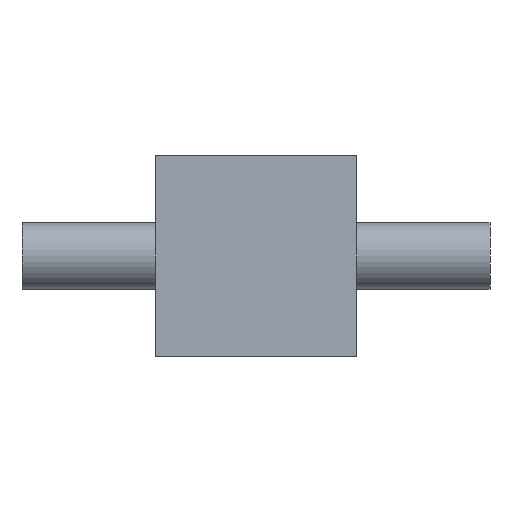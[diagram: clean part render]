
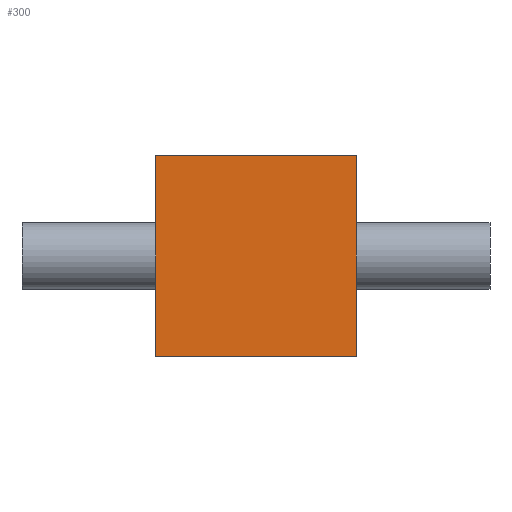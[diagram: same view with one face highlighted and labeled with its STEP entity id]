
A CAD part, left-side view. The second image highlights one B-rep face of the part: STEP entity #300.
In plain terms, the highlighted planar face has unit normal (-1, 0, 0).
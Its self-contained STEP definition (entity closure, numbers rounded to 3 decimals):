
#7 = DIRECTION ( 'NONE',  ( 0., 0., 1. ) ) ;
#23 = CARTESIAN_POINT ( 'NONE',  ( -75., 2.5, -2.5 ) ) ;
#54 = DIRECTION ( 'NONE',  ( 0., 0., -1. ) ) ;
#55 = DIRECTION ( 'NONE',  ( 1., 0., 0. ) ) ;
#57 = PLANE ( 'NONE',  #317 ) ;
#65 = CARTESIAN_POINT ( 'NONE',  ( -75., 0., 0. ) ) ;
#66 = VERTEX_POINT ( 'NONE', #98 ) ;
#68 = DIRECTION ( 'NONE',  ( 0., 1., 0. ) ) ;
#78 = CARTESIAN_POINT ( 'NONE',  ( -75., -2.5, -2.5 ) ) ;
#81 = CARTESIAN_POINT ( 'NONE',  ( -75., -2.5, 2.5 ) ) ;
#98 = CARTESIAN_POINT ( 'NONE',  ( -75., -2.5, -2.5 ) ) ;
#101 = DIRECTION ( 'NONE',  ( 0., 0., 1. ) ) ;
#114 = CARTESIAN_POINT ( 'NONE',  ( -75., -2.5, 2.5 ) ) ;
#117 = VECTOR ( 'NONE', #254, 1000. ) ;
#130 = ORIENTED_EDGE ( 'NONE', *, *, #361, .T. ) ;
#131 = ORIENTED_EDGE ( 'NONE', *, *, #240, .F. ) ;
#132 = ORIENTED_EDGE ( 'NONE', *, *, #339, .F. ) ;
#133 = ORIENTED_EDGE ( 'NONE', *, *, #359, .T. ) ;
#152 = VERTEX_POINT ( 'NONE', #114 ) ;
#169 = CARTESIAN_POINT ( 'NONE',  ( -75., 2.5, 2.5 ) ) ;
#176 = FACE_OUTER_BOUND ( 'NONE', #207, .T. ) ;
#207 = EDGE_LOOP ( 'NONE', ( #131, #130, #133, #132 ) ) ;
#222 = CARTESIAN_POINT ( 'NONE',  ( -75., -2.5, -2.5 ) ) ;
#224 = LINE ( 'NONE', #222, #117 ) ;
#233 = CARTESIAN_POINT ( 'NONE',  ( -75., 2.5, -2.5 ) ) ;
#238 = VECTOR ( 'NONE', #68, 1000. ) ;
#240 = EDGE_CURVE ( 'NONE', #66, #243, #224, .T. ) ;
#243 = VERTEX_POINT ( 'NONE', #233 ) ;
#244 = LINE ( 'NONE', #81, #238 ) ;
#254 = DIRECTION ( 'NONE',  ( 0., 1., 0. ) ) ;
#256 = VECTOR ( 'NONE', #7, 1000. ) ;
#279 = LINE ( 'NONE', #23, #256 ) ;
#281 = LINE ( 'NONE', #78, #357 ) ;
#282 = VERTEX_POINT ( 'NONE', #169 ) ;
#300 = ADVANCED_FACE ( 'NONE', ( #176 ), #57, .F. ) ;
#317 = AXIS2_PLACEMENT_3D ( 'NONE', #65, #55, #54 ) ;
#339 = EDGE_CURVE ( 'NONE', #243, #282, #279, .T. ) ;
#357 = VECTOR ( 'NONE', #101, 1000. ) ;
#359 = EDGE_CURVE ( 'NONE', #152, #282, #244, .T. ) ;
#361 = EDGE_CURVE ( 'NONE', #66, #152, #281, .T. ) ;
